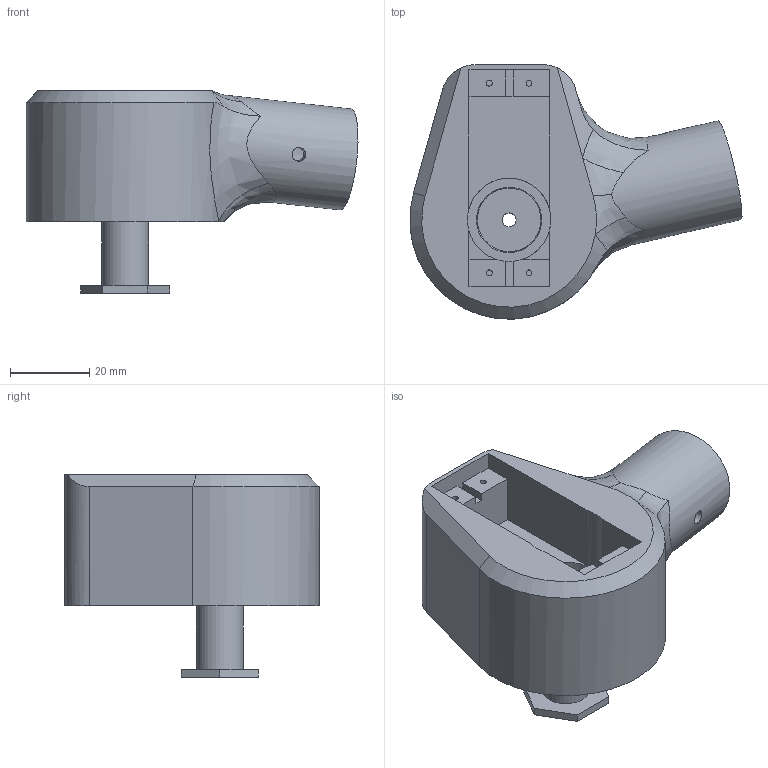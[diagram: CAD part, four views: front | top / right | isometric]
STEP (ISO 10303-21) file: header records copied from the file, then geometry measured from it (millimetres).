
FILE_DESCRIPTION(/* description */ (''),/* implementation_level */ '2;1');
FILE_NAME(/* name */ 'Assembly v2 v4.stp',/* time_stamp */ '2020-12-05T18:10:03+01:00',/* author */ (''),/* organization */ (''),/* preprocessor_version */ 'ST-DEVELOPER v18.1',/* originating_system */ 'Autodesk Translation Framework v9.3.0.1241',/* authorisation */ '');
FILE_SCHEMA (('AUTOMOTIVE_DESIGN { 1 0 10303 214 3 1 1 }'));
Length unit declared in the file: millimetre
Products named in the file (6): Assembly (v2); Axe 3 (v3); Rolling 6001-2RS-SKF - 12x28x8 mm; Directional Motor Support - Back V2; DMS - Back - Right; Axe 1
Assembly tree (5 placements, depth 3):
  Assembly (v2)
    Axe 3 (v3)
    Rolling 6001-2RS-SKF - 12x28x8 mm
    Directional Motor Support - Back V2
      DMS - Back - Right
    Axe 1
Bounding box: 83.53 x 63.98 x 51 mm (x, y, z)
Volume: 77418.8 mm3; surface area: 23467.2 mm2
Topology: 4 solids, 4 shells, 109 faces, 264 edges, 175 vertices
Faces by surface type: plane 68, cylinder 20, torus 12, bspline 8, cone 1
Full cylindrical faces by diameter (mm): 1.5 x4, 3.5 x4, 11.8 x1, 12 x1, 12.1 x1, 16 x1, 20.55 x1, 21 x1, 25.55 x1, 28 x2
Entity records: 3908 total; most frequent: CARTESIAN_POINT 1081, DIRECTION 559, ORIENTED_EDGE 528, EDGE_CURVE 264, AXIS2_PLACEMENT_3D 206, VERTEX_POINT 175, LINE 147, VECTOR 147
